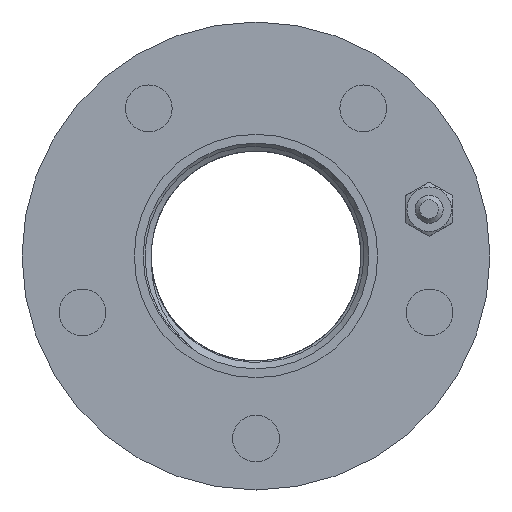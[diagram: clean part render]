
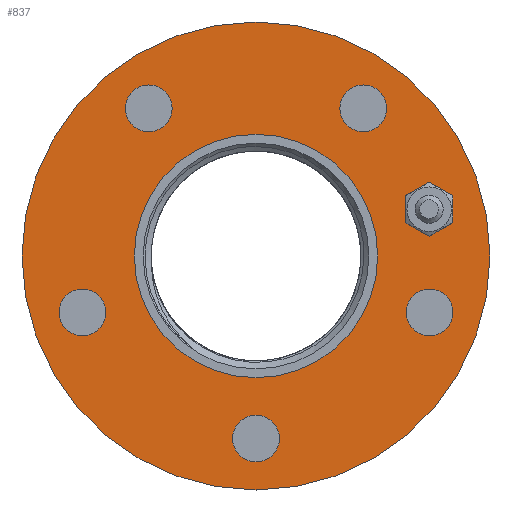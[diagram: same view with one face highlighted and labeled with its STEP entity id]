
A CAD part, left-side view. The second image highlights one B-rep face of the part: STEP entity #837.
In plain terms, the highlighted planar face has unit normal (-1, 0, 0).
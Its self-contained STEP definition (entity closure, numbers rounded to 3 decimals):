
#837=ADVANCED_FACE('',(#5760,#5762,#5764,#5766,#5768,#5770,#5772),#5774,.T.);
#5760=FACE_BOUND('',#5761,.T.);
#5761=EDGE_LOOP('',(#6768));
#5762=FACE_BOUND('',#5763,.T.);
#5763=EDGE_LOOP('',(#6769));
#5764=FACE_BOUND('',#5765,.T.);
#5765=EDGE_LOOP('',(#6770));
#5766=FACE_BOUND('',#5767,.T.);
#5767=EDGE_LOOP('',(#6771));
#5768=FACE_BOUND('',#5769,.T.);
#5769=EDGE_LOOP('',(#6772));
#5770=FACE_BOUND('',#5771,.T.);
#5771=EDGE_LOOP('',(#6773));
#5772=FACE_BOUND('',#5773,.T.);
#5773=EDGE_LOOP('',(#6774));
#5774=PLANE('',#5775);
#5775=AXIS2_PLACEMENT_3D('',#5776,#5777,#5778);
#5776=CARTESIAN_POINT('',(-3.,0.,0.));
#5777=DIRECTION('',(-1.,0.,0.));
#5778=DIRECTION('',(0.,0.,1.));
#6768=ORIENTED_EDGE('',*,*,#7219,.T.);
#6769=ORIENTED_EDGE('',*,*,#7224,.T.);
#6770=ORIENTED_EDGE('',*,*,#7223,.T.);
#6771=ORIENTED_EDGE('',*,*,#7222,.T.);
#6772=ORIENTED_EDGE('',*,*,#7221,.T.);
#6773=ORIENTED_EDGE('',*,*,#7220,.T.);
#6774=ORIENTED_EDGE('',*,*,#7225,.F.);
#7219=EDGE_CURVE('',#7500,#7500,#7501,.T.);
#7220=EDGE_CURVE('',#7502,#7502,#7503,.T.);
#7221=EDGE_CURVE('',#7504,#7504,#7505,.T.);
#7222=EDGE_CURVE('',#7506,#7506,#7507,.T.);
#7223=EDGE_CURVE('',#7508,#7508,#7509,.T.);
#7224=EDGE_CURVE('',#7510,#7510,#7511,.T.);
#7225=EDGE_CURVE('',#7512,#7512,#7513,.T.);
#7500=VERTEX_POINT('',#10413);
#7501=CIRCLE('',#10414,50.);
#7502=VERTEX_POINT('',#10418);
#7503=CIRCLE('',#10419,3.75);
#7504=VERTEX_POINT('',#10423);
#7505=CIRCLE('',#10424,3.75);
#7506=VERTEX_POINT('',#10428);
#7507=CIRCLE('',#10429,3.75);
#7508=VERTEX_POINT('',#10433);
#7509=CIRCLE('',#10434,3.75);
#7510=VERTEX_POINT('',#10438);
#7511=CIRCLE('',#10439,3.75);
#7512=VERTEX_POINT('',#10443);
#7513=CIRCLE('',#10444,26.);
#10413=CARTESIAN_POINT('',(-3.,0.,50.));
#10414=AXIS2_PLACEMENT_3D('',#10415,#10416,#10417);
#10415=CARTESIAN_POINT('',(-3.,0.,0.));
#10416=DIRECTION('',(-1.,0.,0.));
#10417=DIRECTION('',(0.,0.,1.));
#10418=CARTESIAN_POINT('',(-3.,26.674,31.552));
#10419=AXIS2_PLACEMENT_3D('',#10420,#10421,#10422);
#10420=CARTESIAN_POINT('',(-3.,22.924,31.552));
#10421=DIRECTION('',(1.,0.,0.));
#10422=DIRECTION('',(0.,1.,0.));
#10423=CARTESIAN_POINT('',(-3.,40.841,-12.052));
#10424=AXIS2_PLACEMENT_3D('',#10425,#10426,#10427);
#10425=CARTESIAN_POINT('',(-3.,37.091,-12.052));
#10426=DIRECTION('',(1.,0.,0.));
#10427=DIRECTION('',(0.,1.,0.));
#10428=CARTESIAN_POINT('',(-3.,3.75,-39.));
#10429=AXIS2_PLACEMENT_3D('',#10430,#10431,#10432);
#10430=CARTESIAN_POINT('',(-3.,0.,-39.));
#10431=DIRECTION('',(1.,0.,0.));
#10432=DIRECTION('',(0.,1.,0.));
#10433=CARTESIAN_POINT('',(-3.,-33.341,-12.052));
#10434=AXIS2_PLACEMENT_3D('',#10435,#10436,#10437);
#10435=CARTESIAN_POINT('',(-3.,-37.091,-12.052));
#10436=DIRECTION('',(1.,0.,0.));
#10437=DIRECTION('',(0.,1.,0.));
#10438=CARTESIAN_POINT('',(-3.,-19.174,31.552));
#10439=AXIS2_PLACEMENT_3D('',#10440,#10441,#10442);
#10440=CARTESIAN_POINT('',(-3.,-22.924,31.552));
#10441=DIRECTION('',(1.,0.,0.));
#10442=DIRECTION('',(0.,1.,0.));
#10443=CARTESIAN_POINT('',(-3.,0.,26.));
#10444=AXIS2_PLACEMENT_3D('',#10445,#10446,#10447);
#10445=CARTESIAN_POINT('',(-3.,0.,0.));
#10446=DIRECTION('',(-1.,0.,0.));
#10447=DIRECTION('',(0.,0.,1.));
